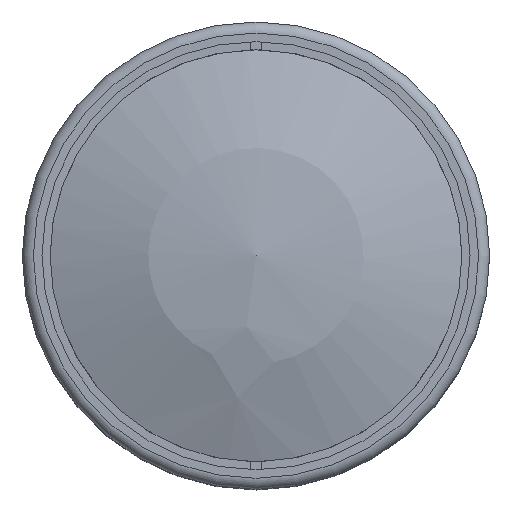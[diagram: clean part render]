
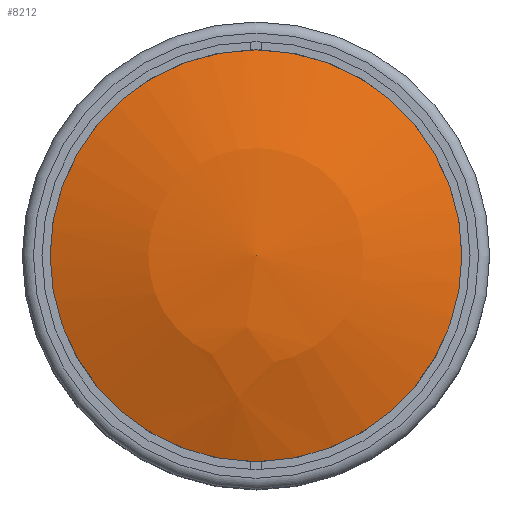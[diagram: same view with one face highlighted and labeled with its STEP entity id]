
A CAD part, top view. The second image highlights one B-rep face of the part: STEP entity #8212.
In plain terms, the highlighted spherical face has radius 50 mm.
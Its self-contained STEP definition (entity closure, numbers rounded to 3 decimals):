
#414=SPHERICAL_SURFACE('',#8771,50.);
#1706=FACE_OUTER_BOUND('',#2245,.T.);
#2245=EDGE_LOOP('',(#5206));
#2788=CIRCLE('',#8772,19.);
#3112=VERTEX_POINT('',#12105);
#3944=EDGE_CURVE('',#3112,#3112,#2788,.T.);
#5206=ORIENTED_EDGE('',*,*,#3944,.F.);
#8212=ADVANCED_FACE('',(#1706),#414,.T.);
#8771=AXIS2_PLACEMENT_3D('',#12104,#9716,#9717);
#8772=AXIS2_PLACEMENT_3D('',#12106,#9718,#9719);
#9716=DIRECTION('center_axis',(0.,0.,
1.));
#9717=DIRECTION('ref_axis',(-0.128,-0.992,0.));
#9718=DIRECTION('center_axis',(0.,0.,
-1.));
#9719=DIRECTION('ref_axis',(-0.128,-0.992,0.));
#12104=CARTESIAN_POINT('Origin',(0.,0.,
-50.874));
#12105=CARTESIAN_POINT('',(18.843,-2.439,-4.625));
#12106=CARTESIAN_POINT('Origin',(0.,0.,
-4.625));
